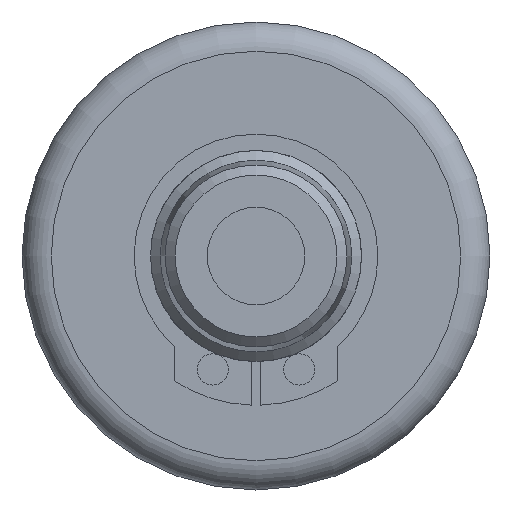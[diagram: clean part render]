
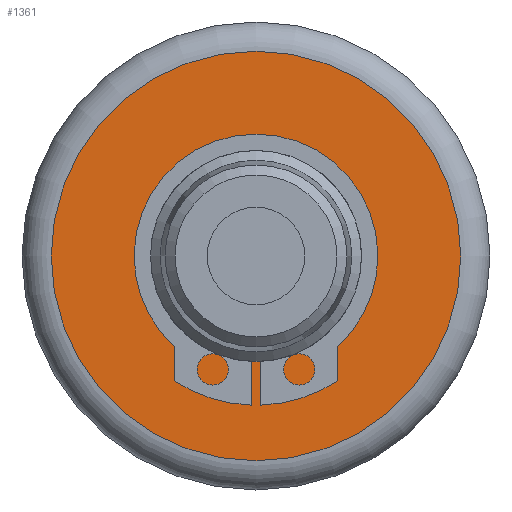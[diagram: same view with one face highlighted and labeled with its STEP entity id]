
A CAD part, front view. The second image highlights one B-rep face of the part: STEP entity #1361.
In plain terms, the highlighted planar face has unit normal (0, -1, 0).
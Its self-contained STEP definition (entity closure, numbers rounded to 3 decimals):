
#1327=CARTESIAN_POINT('',(-5.41,20.0,0.0));
#1328=VERTEX_POINT('',#1327);
#1329=CARTESIAN_POINT('',(0.0,20.0,0.0));
#1330=DIRECTION('',(0.0,1.0,0.0));
#1331=DIRECTION('',(-1.0,0.0,0.0));
#1332=AXIS2_PLACEMENT_3D('',#1329,#1330,#1331);
#1333=CIRCLE('',#1332,5.41);
#1334=EDGE_CURVE('',#1328,#1328,#1333,.T.);
#1342=CARTESIAN_POINT('',(-7.955,20.0,0.0));
#1343=DIRECTION('',(0.0,-1.0,0.0));
#1344=DIRECTION('',(0.0,0.0,-1.0));
#1345=AXIS2_PLACEMENT_3D('',#1342,#1343,#1344);
#1346=PLANE('',#1345);
#1347=CARTESIAN_POINT('',(-10.5,20.0,0.0));
#1348=VERTEX_POINT('',#1347);
#1349=CARTESIAN_POINT('',(0.0,20.0,0.0));
#1350=DIRECTION('',(0.0,1.0,0.0));
#1351=DIRECTION('',(-1.0,0.0,0.0));
#1352=AXIS2_PLACEMENT_3D('',#1349,#1350,#1351);
#1353=CIRCLE('',#1352,10.5);
#1354=EDGE_CURVE('',#1348,#1348,#1353,.T.);
#1355=ORIENTED_EDGE('',*,*,#1354,.F.);
#1356=EDGE_LOOP('',(#1355));
#1357=FACE_OUTER_BOUND('',#1356,.T.);
#1358=ORIENTED_EDGE('',*,*,#1334,.T.);
#1359=EDGE_LOOP('',(#1358));
#1360=FACE_BOUND('',#1359,.T.);
#1361=ADVANCED_FACE('',(#1357,#1360),#1346,.T.);
